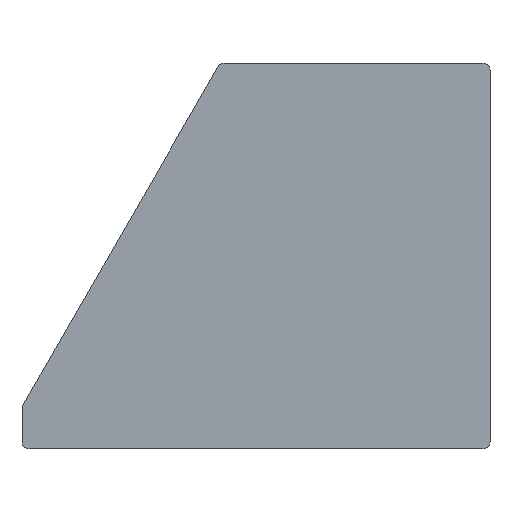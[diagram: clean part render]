
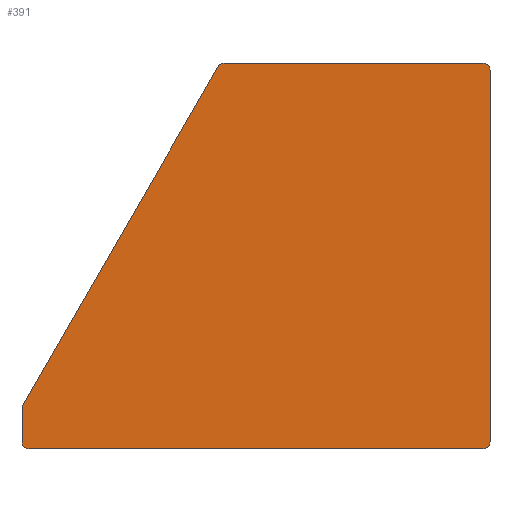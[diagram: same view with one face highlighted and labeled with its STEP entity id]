
A CAD part, top view. The second image highlights one B-rep face of the part: STEP entity #391.
In plain terms, the highlighted planar face has unit normal (0, 0, 1).
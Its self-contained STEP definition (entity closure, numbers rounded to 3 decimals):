
#10 = VECTOR ( 'NONE', #317, 1000. ) ;
#27 = EDGE_CURVE ( 'NONE', #386, #168, #213, .T. ) ;
#36 = VERTEX_POINT ( 'NONE', #313 ) ;
#39 = VECTOR ( 'NONE', #143, 1000. ) ;
#42 = LINE ( 'NONE', #178, #39 ) ;
#49 = ORIENTED_EDGE ( 'NONE', *, *, #27, .T. ) ;
#52 = FACE_OUTER_BOUND ( 'NONE', #399, .T. ) ;
#53 = EDGE_CURVE ( 'NONE', #315, #294, #403, .T. ) ;
#55 = VECTOR ( 'NONE', #166, 1000. ) ;
#67 = LINE ( 'NONE', #173, #55 ) ;
#77 = EDGE_CURVE ( 'NONE', #382, #393, #79, .T. ) ;
#79 = CIRCLE ( 'NONE', #298, 2. ) ;
#80 = LINE ( 'NONE', #320, #10 ) ;
#88 = ORIENTED_EDGE ( 'NONE', *, *, #410, .T. ) ;
#97 = DIRECTION ( 'NONE',  ( 1., 0., 0. ) ) ;
#101 = DIRECTION ( 'NONE',  ( 0., 0., 1. ) ) ;
#109 = AXIS2_PLACEMENT_3D ( 'NONE', #193, #183, #182 ) ;
#132 = DIRECTION ( 'NONE',  ( 1., 0., 0. ) ) ;
#141 = DIRECTION ( 'NONE',  ( 0., 0., 1. ) ) ;
#142 = VECTOR ( 'NONE', #263, 1000. ) ;
#143 = DIRECTION ( 'NONE',  ( 0., 1., 0. ) ) ;
#144 = CARTESIAN_POINT ( 'NONE',  ( -131., 2., 0. ) ) ;
#147 = CARTESIAN_POINT ( 'NONE',  ( 0., 2., 0. ) ) ;
#150 = CARTESIAN_POINT ( 'NONE',  ( -2., 2., 0. ) ) ;
#165 = DIRECTION ( 'NONE',  ( 1., 0., 0. ) ) ;
#166 = DIRECTION ( 'NONE',  ( -1., 0., 0. ) ) ;
#168 = VERTEX_POINT ( 'NONE', #147 ) ;
#170 = VECTOR ( 'NONE', #269, 1000. ) ;
#171 = LINE ( 'NONE', #265, #142 ) ;
#173 = CARTESIAN_POINT ( 'NONE',  ( 0., 109.5, 0. ) ) ;
#178 = CARTESIAN_POINT ( 'NONE',  ( 0., 0., 0. ) ) ;
#180 = DIRECTION ( 'NONE',  ( 0., 0., 1. ) ) ;
#182 = DIRECTION ( 'NONE',  ( 1., 0., 0. ) ) ;
#183 = DIRECTION ( 'NONE',  ( 0., 0., 1. ) ) ;
#187 = PLANE ( 'NONE',  #109 ) ;
#190 = CARTESIAN_POINT ( 'NONE',  ( -2., 109.5, 0. ) ) ;
#193 = CARTESIAN_POINT ( 'NONE',  ( 0., 0., 0. ) ) ;
#199 = CARTESIAN_POINT ( 'NONE',  ( -2., 0., 0. ) ) ;
#213 = CIRCLE ( 'NONE', #316, 2. ) ;
#221 = CARTESIAN_POINT ( 'NONE',  ( 0., 107.5, 0. ) ) ;
#257 = ORIENTED_EDGE ( 'NONE', *, *, #398, .T. ) ;
#258 = ORIENTED_EDGE ( 'NONE', *, *, #356, .T. ) ;
#260 = ORIENTED_EDGE ( 'NONE', *, *, #368, .T. ) ;
#261 = VERTEX_POINT ( 'NONE', #354 ) ;
#263 = DIRECTION ( 'NONE',  ( -0.5, -0.866, 0. ) ) ;
#265 = CARTESIAN_POINT ( 'NONE',  ( -76.708, 109.5, 0. ) ) ;
#269 = DIRECTION ( 'NONE',  ( 0., -1., 0. ) ) ;
#272 = AXIS2_PLACEMENT_3D ( 'NONE', #281, #278, #274 ) ;
#273 = VERTEX_POINT ( 'NONE', #345 ) ;
#274 = DIRECTION ( 'NONE',  ( 1., 0., 0. ) ) ;
#275 = ORIENTED_EDGE ( 'NONE', *, *, #360, .T. ) ;
#276 = CARTESIAN_POINT ( 'NONE',  ( -2., 107.5, 0. ) ) ;
#278 = DIRECTION ( 'NONE',  ( 0., 0., 1. ) ) ;
#281 = CARTESIAN_POINT ( 'NONE',  ( -75.554, 107.5, 0. ) ) ;
#282 = CARTESIAN_POINT ( 'NONE',  ( -133., 12., 0. ) ) ;
#289 = ORIENTED_EDGE ( 'NONE', *, *, #53, .T. ) ;
#291 = ORIENTED_EDGE ( 'NONE', *, *, #302, .T. ) ;
#294 = VERTEX_POINT ( 'NONE', #325 ) ;
#295 = ORIENTED_EDGE ( 'NONE', *, *, #77, .T. ) ;
#298 = AXIS2_PLACEMENT_3D ( 'NONE', #276, #101, #97 ) ;
#299 = CIRCLE ( 'NONE', #272, 2. ) ;
#302 = EDGE_CURVE ( 'NONE', #294, #386, #80, .T. ) ;
#309 = AXIS2_PLACEMENT_3D ( 'NONE', #144, #141, #132 ) ;
#313 = CARTESIAN_POINT ( 'NONE',  ( -75.554, 109.5, 0. ) ) ;
#315 = VERTEX_POINT ( 'NONE', #348 ) ;
#316 = AXIS2_PLACEMENT_3D ( 'NONE', #150, #180, #165 ) ;
#317 = DIRECTION ( 'NONE',  ( 1., 0., 0. ) ) ;
#320 = CARTESIAN_POINT ( 'NONE',  ( -133., 0., 0. ) ) ;
#325 = CARTESIAN_POINT ( 'NONE',  ( -131., 0., 0. ) ) ;
#335 = LINE ( 'NONE', #282, #170 ) ;
#345 = CARTESIAN_POINT ( 'NONE',  ( -77.286, 108.5, 0. ) ) ;
#348 = CARTESIAN_POINT ( 'NONE',  ( -133., 2., 0. ) ) ;
#354 = CARTESIAN_POINT ( 'NONE',  ( -133., 12., 0. ) ) ;
#356 = EDGE_CURVE ( 'NONE', #36, #273, #299, .T. ) ;
#360 = EDGE_CURVE ( 'NONE', #261, #315, #335, .T. ) ;
#368 = EDGE_CURVE ( 'NONE', #273, #261, #171, .T. ) ;
#382 = VERTEX_POINT ( 'NONE', #221 ) ;
#386 = VERTEX_POINT ( 'NONE', #199 ) ;
#391 = ADVANCED_FACE ( 'NONE', ( #52 ), #187, .T. ) ;
#393 = VERTEX_POINT ( 'NONE', #190 ) ;
#398 = EDGE_CURVE ( 'NONE', #393, #36, #67, .T. ) ;
#399 = EDGE_LOOP ( 'NONE', ( #257, #258, #260, #275, #289, #291, #49, #88, #295 ) ) ;
#403 = CIRCLE ( 'NONE', #309, 2. ) ;
#410 = EDGE_CURVE ( 'NONE', #168, #382, #42, .T. ) ;
